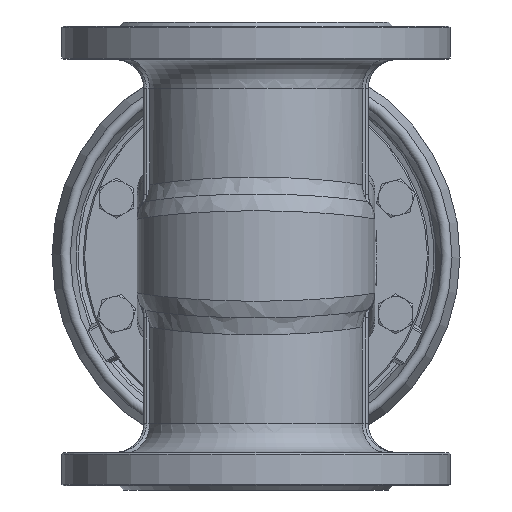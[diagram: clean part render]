
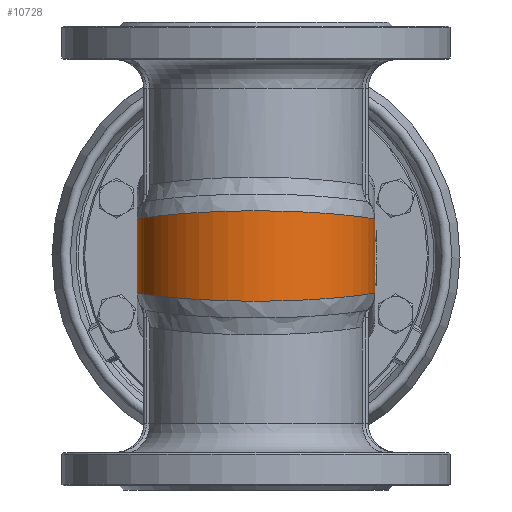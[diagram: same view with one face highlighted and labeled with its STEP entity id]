
A CAD part, front view. The second image highlights one B-rep face of the part: STEP entity #10728.
In plain terms, the highlighted cylindrical face has radius 82.5 mm (diameter 165 mm), a partial arc.
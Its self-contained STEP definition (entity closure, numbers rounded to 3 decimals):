
#1733=FACE_OUTER_BOUND('',#2409,.T.);
#2409=EDGE_LOOP('',(#8624,#8625,#8626,#8627));
#2777=B_SPLINE_CURVE_WITH_KNOTS('',3,(#19343,#19344,#19345,#19346,#19347,
#19348,#19349,#19350,#19351,#19352,#19353,#19354,#19355),.UNSPECIFIED.,
 .F.,.F.,(4,1,1,1,1,1,1,1,1,1,4),(0.,2.811,5.622,8.433,
9.838,11.244,12.181,14.055,16.866,
17.568,19.677),.UNSPECIFIED.);
#2828=B_SPLINE_CURVE_WITH_KNOTS('',3,(#21097,#21098,#21099,#21100,#21101,
#21102,#21103,#21104,#21105,#21106,#21107,#21108,#21109),.UNSPECIFIED.,
 .F.,.F.,(4,1,1,1,1,1,1,1,1,1,4),(0.,2.811,5.622,8.433,
9.838,11.244,12.181,14.055,16.866,
17.568,19.677),.UNSPECIFIED.);
#3297=LINE('',#17789,#3857);
#3370=LINE('',#21117,#3930);
#3857=VECTOR('',#13698,10.);
#3930=VECTOR('',#14211,10.);
#4506=VERTEX_POINT('',#17786);
#4507=VERTEX_POINT('',#17788);
#4591=VERTEX_POINT('',#19275);
#4698=VERTEX_POINT('',#21028);
#5738=EDGE_CURVE('',#4507,#4506,#3297,.T.);
#5876=EDGE_CURVE('',#4506,#4591,#2777,.T.);
#6051=EDGE_CURVE('',#4507,#4698,#2828,.T.);
#6054=EDGE_CURVE('',#4698,#4591,#3370,.T.);
#8624=ORIENTED_EDGE('',*,*,#6051,.F.);
#8625=ORIENTED_EDGE('',*,*,#5738,.T.);
#8626=ORIENTED_EDGE('',*,*,#5876,.T.);
#8627=ORIENTED_EDGE('',*,*,#6054,.F.);
#9749=CYLINDRICAL_SURFACE('',#11842,82.5);
#10728=ADVANCED_FACE('',(#1733),#9749,.T.);
#11842=AXIS2_PLACEMENT_3D('',#21116,#14209,#14210);
#13698=DIRECTION('',(0.,0.,1.));
#14209=DIRECTION('center_axis',(0.,0.,-1.));
#14210=DIRECTION('ref_axis',(1.,0.,0.));
#14211=DIRECTION('',(0.,0.,1.));
#17786=CARTESIAN_POINT('',(82.5,0.,187.827));
#17788=CARTESIAN_POINT('',(82.5,0.,137.173));
#17789=CARTESIAN_POINT('',(82.5,0.,162.5));
#19275=CARTESIAN_POINT('',(-82.5,0.,187.827));
#19343=CARTESIAN_POINT('Ctrl Pts',(82.5,0.,187.827));
#19344=CARTESIAN_POINT('Ctrl Pts',(82.5,-12.36,188.16));
#19345=CARTESIAN_POINT('Ctrl Pts',(76.854,-37.035,189.36));
#19346=CARTESIAN_POINT('Ctrl Pts',(53.237,-66.669,191.993));
#19347=CARTESIAN_POINT('Ctrl Pts',(24.745,-80.417,193.591));
#19348=CARTESIAN_POINT('Ctrl Pts',(-0.002,-83.194,
193.922));
#19349=CARTESIAN_POINT('Ctrl Pts',(-16.489,-81.337,
193.699));
#19350=CARTESIAN_POINT('Ctrl Pts',(-34.246,-75.845,
193.063));
#19351=CARTESIAN_POINT('Ctrl Pts',(-55.856,-63.366,191.694));
#19352=CARTESIAN_POINT('Ctrl Pts',(-70.943,-44.448,190.023));
#19353=CARTESIAN_POINT('Ctrl Pts',(-80.39,-21.615,188.607));
#19354=CARTESIAN_POINT('Ctrl Pts',(-82.5,-9.27,188.077));
#19355=CARTESIAN_POINT('Ctrl Pts',(-82.5,0.,187.827));
#21028=CARTESIAN_POINT('',(-82.5,0.,137.173));
#21097=CARTESIAN_POINT('Ctrl Pts',(82.5,0.,137.173));
#21098=CARTESIAN_POINT('Ctrl Pts',(82.5,-12.36,136.84));
#21099=CARTESIAN_POINT('Ctrl Pts',(76.854,-37.035,135.64));
#21100=CARTESIAN_POINT('Ctrl Pts',(53.237,-66.669,133.007));
#21101=CARTESIAN_POINT('Ctrl Pts',(24.745,-80.418,131.409));
#21102=CARTESIAN_POINT('Ctrl Pts',(-0.002,-83.194,
131.078));
#21103=CARTESIAN_POINT('Ctrl Pts',(-16.489,-81.338,
131.301));
#21104=CARTESIAN_POINT('Ctrl Pts',(-34.246,-75.845,
131.937));
#21105=CARTESIAN_POINT('Ctrl Pts',(-55.856,-63.366,
133.306));
#21106=CARTESIAN_POINT('Ctrl Pts',(-70.944,-44.448,
134.977));
#21107=CARTESIAN_POINT('Ctrl Pts',(-80.39,-21.615,
136.393));
#21108=CARTESIAN_POINT('Ctrl Pts',(-82.5,-9.27,136.923));
#21109=CARTESIAN_POINT('Ctrl Pts',(-82.5,0.,137.173));
#21116=CARTESIAN_POINT('Origin',(0.,0.,162.5));
#21117=CARTESIAN_POINT('',(-82.5,0.,162.5));
